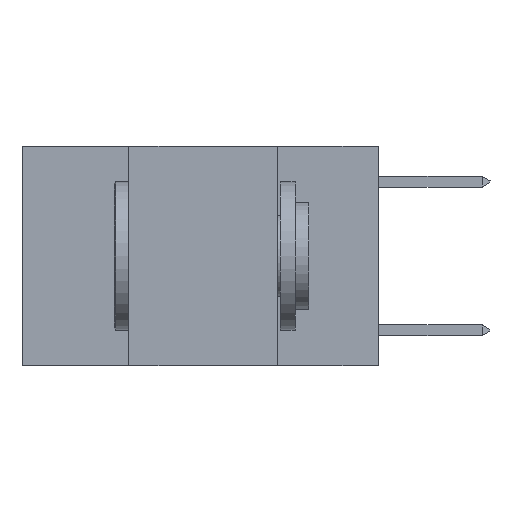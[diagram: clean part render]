
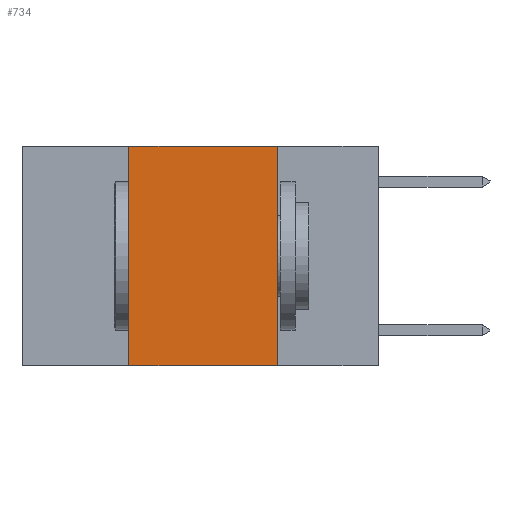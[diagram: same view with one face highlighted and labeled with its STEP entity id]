
A CAD part, left-side view. The second image highlights one B-rep face of the part: STEP entity #734.
In plain terms, the highlighted planar face has unit normal (-1, 0, 0).
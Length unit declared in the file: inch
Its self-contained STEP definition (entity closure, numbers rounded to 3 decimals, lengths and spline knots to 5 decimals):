
#336 = ORIENTED_EDGE ( 'NONE', *, *, #7724, .F. ) ;
#384 = ORIENTED_EDGE ( 'NONE', *, *, #7590, .F. ) ;
#404 = ORIENTED_EDGE ( 'NONE', *, *, #3712, .F. ) ;
#527 = ORIENTED_EDGE ( 'NONE', *, *, #8308, .T. ) ;
#734 = ADVANCED_FACE ( 'NONE', ( #1371 ), #7438, .F. ) ;
#1024 = VECTOR ( 'NONE', #1978, 39.37008 ) ;
#1371 = FACE_OUTER_BOUND ( 'NONE', #1758, .T. ) ;
#1758 = EDGE_LOOP ( 'NONE', ( #336, #384, #404, #527 ) ) ;
#1978 = DIRECTION ( 'NONE',  ( 0., 0., 1. ) ) ;
#2368 = VECTOR ( 'NONE', #8210, 39.37008 ) ;
#2862 = LINE ( 'NONE', #8076, #1024 ) ;
#2867 = CARTESIAN_POINT ( 'NONE',  ( 0., 0.6, 0. ) ) ;
#2917 = VERTEX_POINT ( 'NONE', #4833 ) ;
#3036 = LINE ( 'NONE', #7077, #6788 ) ;
#3150 = DIRECTION ( 'NONE',  ( 1., 0., 0. ) ) ;
#3166 = LINE ( 'NONE', #9763, #8994 ) ;
#3712 = EDGE_CURVE ( 'NONE', #2917, #8192, #2862, .T. ) ;
#4348 = LINE ( 'NONE', #2867, #2368 ) ;
#4833 = CARTESIAN_POINT ( 'NONE',  ( 0., 0.42, -0.37 ) ) ;
#5237 = CARTESIAN_POINT ( 'NONE',  ( 0., 0.6, 0. ) ) ;
#5389 = DIRECTION ( 'NONE',  ( 0., 0., -1. ) ) ;
#6788 = VECTOR ( 'NONE', #7854, 39.37008 ) ;
#6865 = VERTEX_POINT ( 'NONE', #8069 ) ;
#7077 = CARTESIAN_POINT ( 'NONE',  ( 0., 0.6, -0.37 ) ) ;
#7438 = PLANE ( 'NONE',  #9935 ) ;
#7590 = EDGE_CURVE ( 'NONE', #8192, #6865, #4348, .T. ) ;
#7674 = CARTESIAN_POINT ( 'NONE',  ( 0., 0.42, 0. ) ) ;
#7724 = EDGE_CURVE ( 'NONE', #6865, #9138, #3166, .T. ) ;
#7854 = DIRECTION ( 'NONE',  ( 0., -1., 0. ) ) ;
#8069 = CARTESIAN_POINT ( 'NONE',  ( 0., 0.17, 0. ) ) ;
#8076 = CARTESIAN_POINT ( 'NONE',  ( 0., 0.42, 0. ) ) ;
#8192 = VERTEX_POINT ( 'NONE', #7674 ) ;
#8210 = DIRECTION ( 'NONE',  ( 0., -1., 0. ) ) ;
#8308 = EDGE_CURVE ( 'NONE', #2917, #9138, #3036, .T. ) ;
#8994 = VECTOR ( 'NONE', #9063, 39.37008 ) ;
#9063 = DIRECTION ( 'NONE',  ( 0., 0., -1. ) ) ;
#9138 = VERTEX_POINT ( 'NONE', #9999 ) ;
#9763 = CARTESIAN_POINT ( 'NONE',  ( 0., 0.17, 0. ) ) ;
#9935 = AXIS2_PLACEMENT_3D ( 'NONE', #5237, #3150, #5389 ) ;
#9999 = CARTESIAN_POINT ( 'NONE',  ( 0., 0.17, -0.37 ) ) ;
